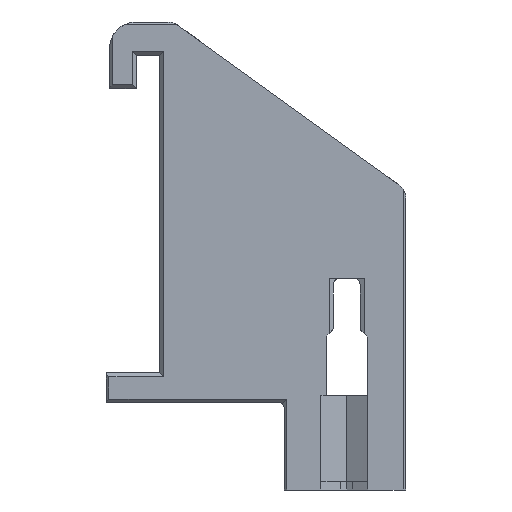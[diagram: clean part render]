
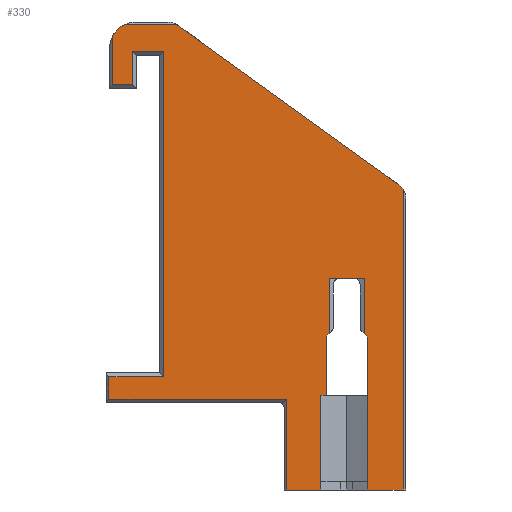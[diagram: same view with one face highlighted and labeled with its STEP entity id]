
A CAD part, left-side view. The second image highlights one B-rep face of the part: STEP entity #330.
In plain terms, the highlighted planar face has unit normal (-1, 0, 0).
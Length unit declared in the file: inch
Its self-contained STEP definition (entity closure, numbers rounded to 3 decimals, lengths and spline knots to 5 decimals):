
#330=ADVANCED_FACE('',(#891),#892,.F.);
#891=FACE_OUTER_BOUND('',#2401,.T.);
#892=PLANE('',#2402);
#2401=EDGE_LOOP('',(#4590,#4591,#4592,#4593,#4594,#4595,#4596,#4597,#4598,#4599,#4600,#4601,#4602,#4603,#4604,#4605,#4606,#4607,#4608,#4609,#4610,#4611,#4612,#4613,#4614,#4615,#4616));
#2402=AXIS2_PLACEMENT_3D('',#4617,#4618,#4619);
#4590=ORIENTED_EDGE('',*,*,#6909,.T.);
#4591=ORIENTED_EDGE('',*,*,#6910,.F.);
#4592=ORIENTED_EDGE('',*,*,#6911,.F.);
#4593=ORIENTED_EDGE('',*,*,#6896,.T.);
#4594=ORIENTED_EDGE('',*,*,#6912,.T.);
#4595=ORIENTED_EDGE('',*,*,#6913,.F.);
#4596=ORIENTED_EDGE('',*,*,#6904,.F.);
#4597=ORIENTED_EDGE('',*,*,#6914,.F.);
#4598=ORIENTED_EDGE('',*,*,#6915,.F.);
#4599=ORIENTED_EDGE('',*,*,#6916,.F.);
#4600=ORIENTED_EDGE('',*,*,#6917,.F.);
#4601=ORIENTED_EDGE('',*,*,#6918,.F.);
#4602=ORIENTED_EDGE('',*,*,#6919,.F.);
#4603=ORIENTED_EDGE('',*,*,#6920,.F.);
#4604=ORIENTED_EDGE('',*,*,#6890,.T.);
#4605=ORIENTED_EDGE('',*,*,#6921,.T.);
#4606=ORIENTED_EDGE('',*,*,#6922,.T.);
#4607=ORIENTED_EDGE('',*,*,#6923,.F.);
#4608=ORIENTED_EDGE('',*,*,#6924,.F.);
#4609=ORIENTED_EDGE('',*,*,#6925,.F.);
#4610=ORIENTED_EDGE('',*,*,#6926,.T.);
#4611=ORIENTED_EDGE('',*,*,#6927,.F.);
#4612=ORIENTED_EDGE('',*,*,#6928,.F.);
#4613=ORIENTED_EDGE('',*,*,#6929,.T.);
#4614=ORIENTED_EDGE('',*,*,#6879,.T.);
#4615=ORIENTED_EDGE('',*,*,#6930,.F.);
#4616=ORIENTED_EDGE('',*,*,#6931,.F.);
#4617=CARTESIAN_POINT('',(0.15445,1.74454,5.6734));
#4618=DIRECTION('',(1.0,0.,0.));
#4619=DIRECTION('',(0.,1.0,0.0));
#6879=EDGE_CURVE('',#7919,#7917,#7920,.T.);
#6890=EDGE_CURVE('',#7940,#7938,#7941,.T.);
#6896=EDGE_CURVE('',#7951,#7949,#7952,.T.);
#6904=EDGE_CURVE('',#7964,#7966,#7967,.T.);
#6909=EDGE_CURVE('',#7974,#7975,#7976,.T.);
#6910=EDGE_CURVE('',#7977,#7975,#7978,.T.);
#6911=EDGE_CURVE('',#7951,#7977,#7979,.T.);
#6912=EDGE_CURVE('',#7949,#7980,#7981,.T.);
#6913=EDGE_CURVE('',#7966,#7980,#7982,.T.);
#6914=EDGE_CURVE('',#7983,#7964,#7984,.T.);
#6915=EDGE_CURVE('',#7985,#7983,#7986,.T.);
#6916=EDGE_CURVE('',#7987,#7985,#7988,.T.);
#6917=EDGE_CURVE('',#7989,#7987,#7990,.T.);
#6918=EDGE_CURVE('',#7991,#7989,#7992,.T.);
#6919=EDGE_CURVE('',#7993,#7991,#7994,.T.);
#6920=EDGE_CURVE('',#7940,#7993,#7995,.T.);
#6921=EDGE_CURVE('',#7938,#7996,#7997,.T.);
#6922=EDGE_CURVE('',#7996,#7998,#7999,.T.);
#6923=EDGE_CURVE('',#8000,#7998,#8001,.T.);
#6924=EDGE_CURVE('',#8002,#8000,#8003,.F.);
#6925=EDGE_CURVE('',#8004,#8002,#8005,.T.);
#6926=EDGE_CURVE('',#8004,#8006,#8007,.F.);
#6927=EDGE_CURVE('',#8008,#8006,#8009,.T.);
#6928=EDGE_CURVE('',#8010,#8008,#8011,.F.);
#6929=EDGE_CURVE('',#8010,#7919,#8012,.F.);
#6930=EDGE_CURVE('',#8013,#7917,#8014,.T.);
#6931=EDGE_CURVE('',#7974,#8013,#8015,.T.);
#7917=VERTEX_POINT('',#9494);
#7919=VERTEX_POINT('',#9497);
#7920=LINE('',#9498,#9499);
#7938=VERTEX_POINT('',#9526);
#7940=VERTEX_POINT('',#9529);
#7941=LINE('',#9530,#9531);
#7949=VERTEX_POINT('',#9541);
#7951=VERTEX_POINT('',#9544);
#7952=CIRCLE('',#9545,0.15748);
#7964=VERTEX_POINT('',#9568);
#7966=VERTEX_POINT('',#9571);
#7967=LINE('',#9572,#9573);
#7974=VERTEX_POINT('',#9583);
#7975=VERTEX_POINT('',#9584);
#7976=LINE('',#9585,#9586);
#7977=VERTEX_POINT('',#9587);
#7978=CIRCLE('',#9588,0.09843);
#7979=LINE('',#9589,#9590);
#7980=VERTEX_POINT('',#9591);
#7981=CIRCLE('',#9592,0.15748);
#7982=LINE('',#9593,#9594);
#7983=VERTEX_POINT('',#9595);
#7984=LINE('',#9596,#9597);
#7985=VERTEX_POINT('',#9598);
#7986=LINE('',#9599,#9600);
#7987=VERTEX_POINT('',#9601);
#7988=LINE('',#9602,#9603);
#7989=VERTEX_POINT('',#9604);
#7990=LINE('',#9605,#9606);
#7991=VERTEX_POINT('',#9607);
#7992=LINE('',#9608,#9609);
#7993=VERTEX_POINT('',#9610);
#7994=LINE('',#9611,#9612);
#7995=LINE('',#9613,#9614);
#7996=VERTEX_POINT('',#9615);
#7997=LINE('',#9616,#9617);
#7998=VERTEX_POINT('',#9618);
#7999=LINE('',#9619,#9620);
#8000=VERTEX_POINT('',#9621);
#8001=LINE('',#9622,#9623);
#8002=VERTEX_POINT('',#9624);
#8003=LINE('',#9625,#9626);
#8004=VERTEX_POINT('',#9627);
#8005=LINE('',#9628,#9629);
#8006=VERTEX_POINT('',#9630);
#8007=LINE('',#9631,#9632);
#8008=VERTEX_POINT('',#9633);
#8009=LINE('',#9634,#9635);
#8010=VERTEX_POINT('',#9636);
#8011=LINE('',#9637,#9638);
#8012=LINE('',#9639,#9640);
#8013=VERTEX_POINT('',#9641);
#8014=LINE('',#9642,#9643);
#8015=CIRCLE('',#9644,0.09843);
#9494=CARTESIAN_POINT('',(0.15445,0.40793,4.04509));
#9497=CARTESIAN_POINT('',(0.15445,0.61659,4.04509));
#9498=CARTESIAN_POINT('',(0.15445,1.50979,4.04509));
#9499=VECTOR('',#11660,1.0);
#9526=CARTESIAN_POINT('',(0.15445,0.89395,4.04509));
#9529=CARTESIAN_POINT('',(0.15445,1.09297,4.04509));
#9530=CARTESIAN_POINT('',(0.15445,1.50979,4.04509));
#9531=VECTOR('',#11671,1.0);
#9541=CARTESIAN_POINT('',(0.15445,2.09212,6.75757));
#9544=CARTESIAN_POINT('',(0.15445,2.04941,6.78795));
#9545=AXIS2_PLACEMENT_3D('',#11678,#11679,#11680);
#9568=CARTESIAN_POINT('',(0.15445,2.00438,6.43362));
#9571=CARTESIAN_POINT('',(0.15445,2.12249,6.43362));
#9572=CARTESIAN_POINT('',(0.15445,1.90202,6.43362));
#9573=VECTOR('',#11689,1.0);
#9583=CARTESIAN_POINT('',(0.15445,0.43303,5.84456));
#9584=CARTESIAN_POINT('',(0.15445,1.73698,6.7851));
#9585=CARTESIAN_POINT('',(0.15445,0.99753,6.25173));
#9586=VECTOR('',#11693,1.);
#9587=CARTESIAN_POINT('',(0.15445,1.74115,6.78795));
#9588=AXIS2_PLACEMENT_3D('',#11694,#11695,#11696);
#9589=CARTESIAN_POINT('',(0.15445,1.86746,6.78795));
#9590=VECTOR('',#11697,1.0);
#9591=CARTESIAN_POINT('',(0.15445,2.12249,6.71486));
#9592=AXIS2_PLACEMENT_3D('',#11698,#11699,#11700);
#9593=CARTESIAN_POINT('',(0.15445,2.12249,6.18934));
#9594=VECTOR('',#11701,1.0);
#9595=CARTESIAN_POINT('',(0.15445,2.00438,6.63047));
#9596=CARTESIAN_POINT('',(0.15445,2.00438,6.09091));
#9597=VECTOR('',#11702,1.0);
#9598=CARTESIAN_POINT('',(0.15445,1.81935,6.63047));
#9599=CARTESIAN_POINT('',(0.15445,1.86746,6.63047));
#9600=VECTOR('',#11703,1.0);
#9601=CARTESIAN_POINT('',(0.15445,1.81935,4.71315));
#9602=CARTESIAN_POINT('',(0.15445,1.81935,6.002));
#9603=VECTOR('',#11704,1.0);
#9604=CARTESIAN_POINT('',(0.15445,2.14218,4.71315));
#9605=CARTESIAN_POINT('',(0.15445,1.82328,4.71315));
#9606=VECTOR('',#11705,1.0);
#9607=CARTESIAN_POINT('',(0.15445,2.14218,4.57929));
#9608=CARTESIAN_POINT('',(0.15445,2.14218,5.15682));
#9609=VECTOR('',#11706,1.0);
#9610=CARTESIAN_POINT('',(0.15445,1.09297,4.57929));
#9611=CARTESIAN_POINT('',(0.15445,1.50979,4.57929));
#9612=VECTOR('',#11707,1.0);
#9613=CARTESIAN_POINT('',(0.15445,1.09297,5.23437));
#9614=VECTOR('',#11708,1.0);
#9615=CARTESIAN_POINT('',(0.15445,0.89395,4.60291));
#9616=CARTESIAN_POINT('',(0.15445,0.89395,5.14274));
#9617=VECTOR('',#11709,1.0);
#9618=CARTESIAN_POINT('',(0.15445,0.85872,4.60291));
#9619=CARTESIAN_POINT('',(0.15445,0.87633,4.60291));
#9620=VECTOR('',#11710,1.0);
#9621=CARTESIAN_POINT('',(0.15445,0.85872,4.95206));
#9622=CARTESIAN_POINT('',(0.15445,0.85872,4.74583));
#9623=VECTOR('',#11711,1.0);
#9624=CARTESIAN_POINT('',(0.15445,0.84297,4.96781));
#9625=CARTESIAN_POINT('',(0.15445,0.88999,4.92078));
#9626=VECTOR('',#11712,1.);
#9627=CARTESIAN_POINT('',(0.15445,0.84297,5.29386));
#9628=CARTESIAN_POINT('',(0.15445,0.84297,5.23912));
#9629=VECTOR('',#11713,1.0);
#9630=CARTESIAN_POINT('',(0.15445,0.63824,5.29386));
#9631=CARTESIAN_POINT('',(0.15445,1.24257,5.29386));
#9632=VECTOR('',#11714,1.0);
#9633=CARTESIAN_POINT('',(0.15445,0.63824,4.96781));
#9634=CARTESIAN_POINT('',(0.15445,0.63824,5.23912));
#9635=VECTOR('',#11715,1.0);
#9636=CARTESIAN_POINT('',(0.15445,0.61659,4.94615));
#9637=CARTESIAN_POINT('',(0.15445,1.09319,5.42275));
#9638=VECTOR('',#11716,1.);
#9639=CARTESIAN_POINT('',(0.15445,0.61659,4.76026));
#9640=VECTOR('',#11717,1.0);
#9641=CARTESIAN_POINT('',(0.15445,0.40793,5.81814));
#9642=CARTESIAN_POINT('',(0.15445,0.40793,5.46168));
#9643=VECTOR('',#11718,1.0);
#9644=AXIS2_PLACEMENT_3D('',#11719,#11720,#11721);
#11660=DIRECTION('',(0.,-1.0,0.0));
#11671=DIRECTION('',(0.,-1.0,0.0));
#11678=CARTESIAN_POINT('',(0.15445,1.98076,6.64622));
#11679=DIRECTION('',(-1.0,0.,0.));
#11680=DIRECTION('',(0.,0.707,0.707));
#11689=DIRECTION('',(0.,1.0,0.0));
#11693=DIRECTION('',(0.,0.811,0.585));
#11694=CARTESIAN_POINT('',(0.15445,1.79456,6.70527));
#11695=DIRECTION('',(1.0,0.,0.));
#11696=DIRECTION('',(0.,-0.307,0.952));
#11697=DIRECTION('',(0.,-1.0,0.0));
#11698=CARTESIAN_POINT('',(0.15445,1.98076,6.64622));
#11699=DIRECTION('',(-1.0,0.,0.));
#11700=DIRECTION('',(0.,0.707,0.707));
#11701=DIRECTION('',(0.,0.,1.0));
#11702=DIRECTION('',(0.,0.,-1.0));
#11703=DIRECTION('',(0.,1.0,0.0));
#11704=DIRECTION('',(0.,0.,1.0));
#11705=DIRECTION('',(0.,-1.0,0.0));
#11706=DIRECTION('',(0.,0.,1.0));
#11707=DIRECTION('',(0.,1.0,0.0));
#11708=DIRECTION('',(0.,0.,1.0));
#11709=DIRECTION('',(0.,0.,1.0));
#11710=DIRECTION('',(0.,-1.0,0.0));
#11711=DIRECTION('',(0.,0.,-1.0));
#11712=DIRECTION('',(0.,-0.707,0.707));
#11713=DIRECTION('',(0.,0.,-1.0));
#11714=DIRECTION('',(0.,1.0,0.0));
#11715=DIRECTION('',(0.,0.,1.0));
#11716=DIRECTION('',(0.,-0.707,-0.707));
#11717=DIRECTION('',(0.,0.,1.0));
#11718=DIRECTION('',(0.,0.,-1.0));
#11719=CARTESIAN_POINT('',(0.15445,0.4906,5.76474));
#11720=DIRECTION('',(1.0,0.,0.));
#11721=DIRECTION('',(0.,-0.89,0.456));
